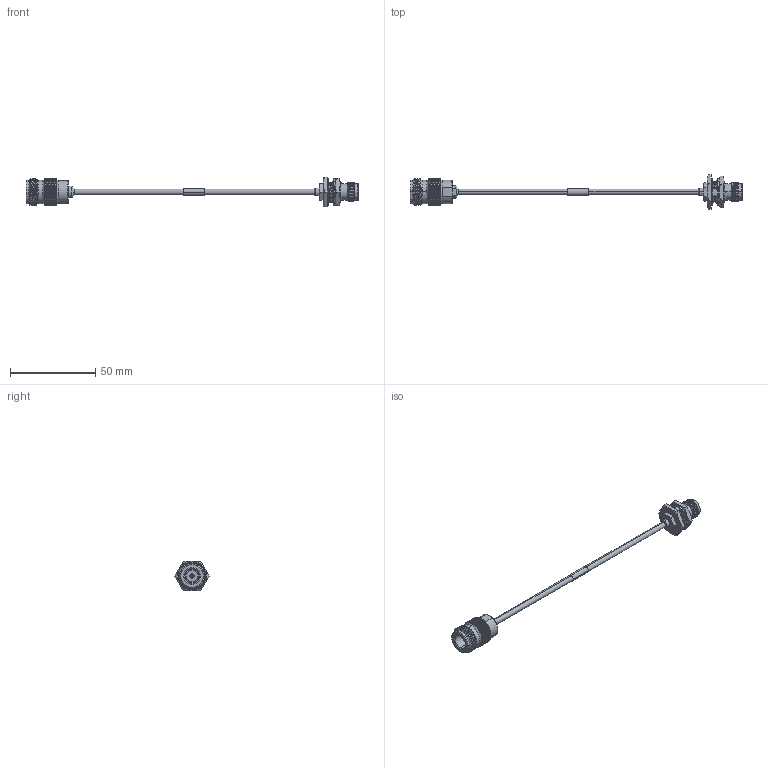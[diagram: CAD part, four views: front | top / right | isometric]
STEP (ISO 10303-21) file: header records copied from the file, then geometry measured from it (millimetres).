
FILE_DESCRIPTION (( 'STEP AP214' ), '1' );
FILE_NAME ('LCCA30455.step', '2020-05-02T09:06:47', ( '' ), ( '' ), 'SwSTEP 2.0', 'SolidWorks 2018', '' );
FILE_SCHEMA (( 'AUTOMOTIVE_DESIGN' ));
Length unit declared in the file: inch
Products named in the file (7): solder plug right^LCCA30455; 1AW01-003_.152 ID; LCCN3055; LC141TB (141 FORMABLE); LCCA30455; solder plug left^LCCA30455; LCCN3064
Assembly tree (6 placements, depth 2):
  LCCA30455
    LC141TB (141 FORMABLE)
    LCCN3055
    solder plug left^LCCA30455
    1AW01-003_.152 ID
    LCCN3064
    solder plug right^LCCA30455
Bounding box: 194.61 x 20.18 x 17.48 mm (x, y, z)
Volume: 7632.7 mm3; surface area: 7502.6 mm2
Topology: 10 solids, 10 shells, 2623 faces, 5727 edges, 3143 vertices
Faces by surface type: bspline 1879, cylinder 568, plane 98, cone 74, sphere 4
Entity records: 113196 total; most frequent: CARTESIAN_POINT 76572, ORIENTED_EDGE 11454, EDGE_CURVE 5727, VERTEX_POINT 3143, EDGE_LOOP 2656, ADVANCED_FACE 2623, FACE_OUTER_BOUND 2623, DIRECTION 2583
